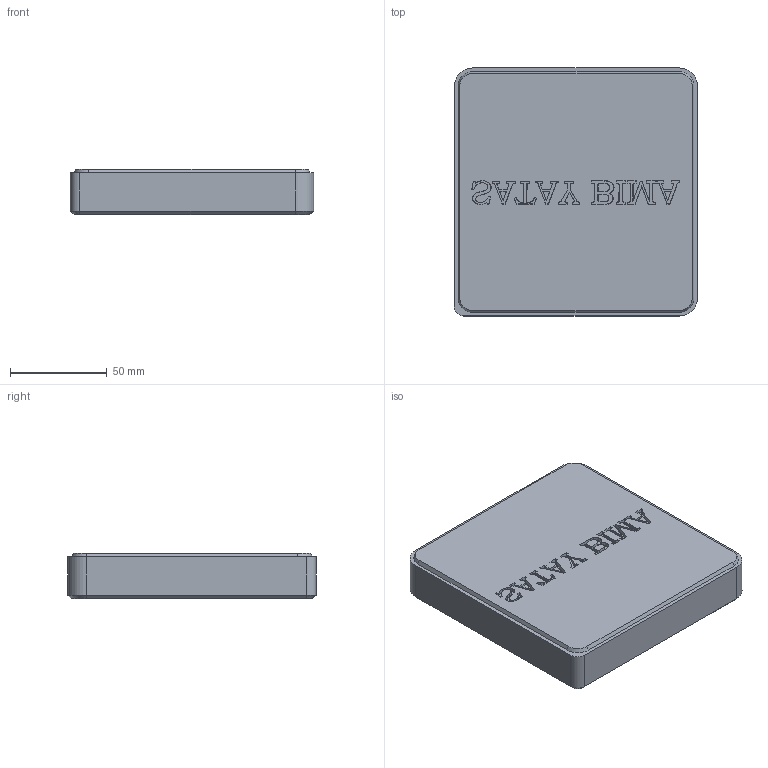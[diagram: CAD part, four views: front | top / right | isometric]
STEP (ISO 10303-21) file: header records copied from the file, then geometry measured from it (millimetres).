
FILE_DESCRIPTION(/* description */ (''),/* implementation_level */ '2;1');
FILE_NAME(/* name */ 'HW-前模仁-镶件-4-2.stp',/* time_stamp */ '2019-05-27T13:18:55+08:00',/* author */ (''),/* organization */ (''),/* preprocessor_version */ 'ST-DEVELOPER v16.7',/* originating_system */ 'SIEMENS PLM Software NX 1863',/* authorisation */ '');
FILE_SCHEMA (('AP203_CONFIGURATION_CONTROLLED_3D_DESIGN_OF_MECHANICAL_PARTS_AND_ASSEMBLIES_MIM_LF { 1 0 10303 403 2 1 2}'));
Length unit declared in the file: millimetre
Products named in the file (1): HZK-6EB8588A514j
Bounding box: 125.63 x 128.04 x 23.5 mm (x, y, z)
Volume: 369613.8 mm3; surface area: 45218.6 mm2
Topology: 1 solids, 1 shells, 288 faces, 798 edges, 523 vertices
Faces by surface type: plane 132, bspline 128, cone 16, cylinder 12
Entity records: 15229 total; most frequent: CARTESIAN_POINT 8995, ORIENTED_EDGE 1580, EDGE_CURVE 790, DIRECTION 742, VERTEX_POINT 523, B_SPLINE_CURVE_WITH_KNOTS 406, LINE 348, VECTOR 348
